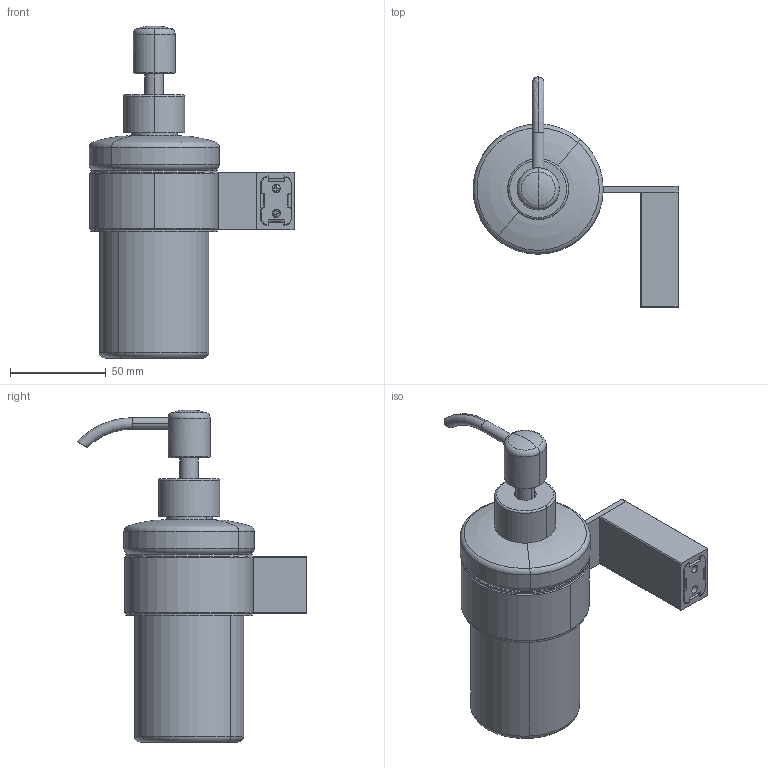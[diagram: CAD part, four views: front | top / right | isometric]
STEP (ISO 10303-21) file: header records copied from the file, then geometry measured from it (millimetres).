
FILE_DESCRIPTION (( 'STEP AP203' ), '1' );
FILE_NAME ('3381.STEP', '2016-07-20T14:28:36', ( '微软中国' ), ( 'Microsoft' ), 'SwSTEP 2.0', 'SolidWorks 2012', '' );
FILE_SCHEMA (( 'CONFIG_CONTROL_DESIGN' ));
Length unit declared in the file: millimetre
Products named in the file (23): 33釱; 3381; FM002芛饜FM005せ; FM002婂珘ん驗芛; PT007驗芛; PT007婂珘ん驗郲; PT007婂珘ん驗芛; FM002婂珘ん肣裔; FM002婂珘ん呿蹋; 呿蹋6; 呿蹋5; 呿蹋4; 呿蹋3; 呿蹋2; FM005; 33单杯圈塑料; 33戚殤; 33爾え; 33单杯圈; 33等戚諉裝; 圉埴芛蹟佪M4X8; 内六角凹端紧定螺丝M5X5; 33假蚾え
Assembly tree (24 placements, depth 5):
  3381
    33釱
    33假蚾え
    内六角凹端紧定螺丝M5X5
    圉埴芛蹟佪M4X8  x2
    33戚殤
      33等戚諉裝
      33单杯圈
      33爾え  x2
    33单杯圈塑料
    FM002芛饜FM005せ
      FM005
      FM002婂珘ん驗芛
        呿蹋2
        呿蹋3
        呿蹋4
        呿蹋5
        呿蹋6
        FM002婂珘ん呿蹋
        FM002婂珘ん肣裔
        PT007驗芛
          PT007婂珘ん驗芛
          PT007婂珘ん驗郲
Bounding box: 107.5 x 119.98 x 173.28 mm (x, y, z)
Volume: 105222.4 mm3; surface area: 125076.8 mm2
Topology: 21 solids, 21 shells, 648 faces, 1565 edges, 999 vertices
Faces by surface type: cylinder 293, plane 214, cone 79, torus 44, bspline 18
Entity records: 23151 total; most frequent: CARTESIAN_POINT 6874, DIRECTION 3047, ORIENTED_EDGE 2798, EDGE_CURVE 1399, AXIS2_PLACEMENT_3D 1211, VERTEX_POINT 895, EDGE_LOOP 668, VECTOR 625
